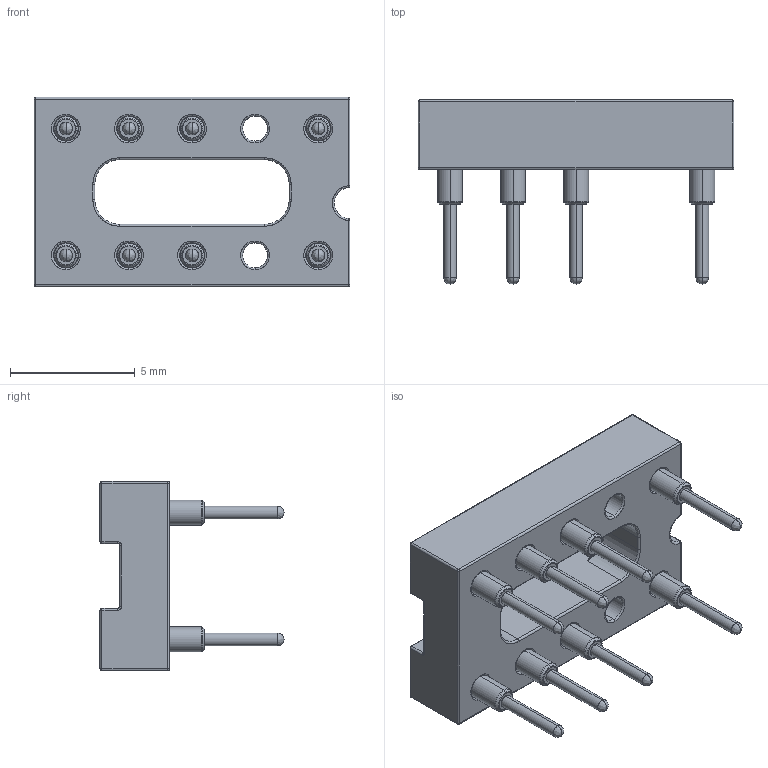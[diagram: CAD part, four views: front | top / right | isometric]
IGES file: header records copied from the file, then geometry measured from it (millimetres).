
Start section: SolidWorks IGES file using analytic representation for surfaces
Global section: file name: 110-xx-210-10-002000.IGS; native system: SolidWorks 2014; preprocessor: SolidWorks 2014; author: susan_ahlfs; date: 171006.141553; units: millimetre
Bounding box: 12.65 x 7.37 x 7.59 mm (x, y, z)
Surface area: 625.7 mm2 (no closed solid volume)
Topology: 0 solids, 0 shells, 459 faces, 3306 edges, 3261 vertices
Faces by surface type: bspline 250, revolution 209
